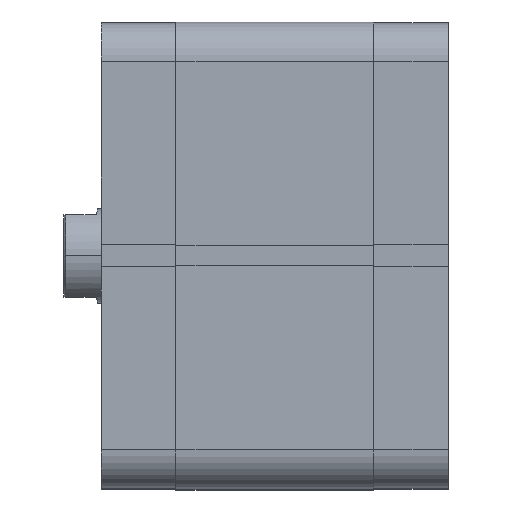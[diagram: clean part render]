
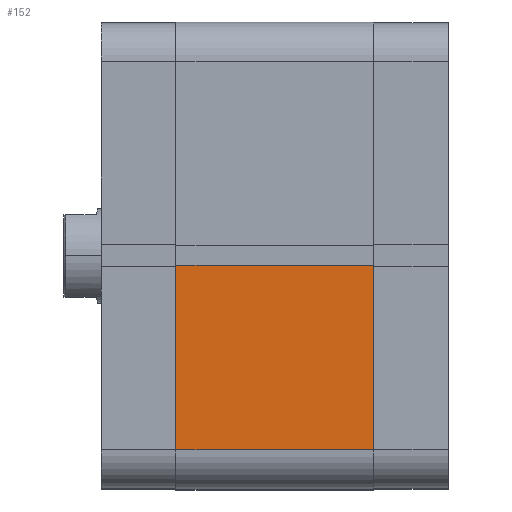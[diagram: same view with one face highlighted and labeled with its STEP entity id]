
A CAD part, top view. The second image highlights one B-rep face of the part: STEP entity #152.
In plain terms, the highlighted face is planar.
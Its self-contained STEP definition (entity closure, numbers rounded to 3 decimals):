
#152 = ADVANCED_FACE ( 'NONE', ( #5887 ), #342, .T. ) ;
#320 = CARTESIAN_POINT ( 'NONE',  ( 2.6, 62., -52.5 ) ) ;
#342 = PLANE ( 'NONE',  #1254 ) ;
#359 = DIRECTION ( 'NONE',  ( 0., 0., 1. ) ) ;
#361 = DIRECTION ( 'NONE',  ( 0., 1., 0. ) ) ;
#456 = VERTEX_POINT ( 'NONE', #5067 ) ;
#629 = VERTEX_POINT ( 'NONE', #5210 ) ;
#659 = VERTEX_POINT ( 'NONE', #5224 ) ;
#1035 = EDGE_CURVE ( 'NONE', #2793, #456, #3913, .T. ) ;
#1036 = EDGE_CURVE ( 'NONE', #659, #2793, #3915, .T. ) ;
#1039 = EDGE_CURVE ( 'NONE', #629, #456, #3921, .T. ) ;
#1043 = EDGE_CURVE ( 'NONE', #659, #629, #3925, .T. ) ;
#1254 = AXIS2_PLACEMENT_3D ( 'NONE', #320, #361, #359 ) ;
#2090 = CARTESIAN_POINT ( 'NONE',  ( 2.6, 62., 0. ) ) ;
#2091 = DIRECTION ( 'NONE',  ( -1., 0., 0. ) ) ;
#2092 = CARTESIAN_POINT ( 'NONE',  ( 51.5, 62., -52.5 ) ) ;
#2093 = DIRECTION ( 'NONE',  ( 0., 0., 1. ) ) ;
#2097 = CARTESIAN_POINT ( 'NONE',  ( 2.6, 62., -52.5 ) ) ;
#2098 = CARTESIAN_POINT ( 'NONE',  ( 2.6, 62., -52.5 ) ) ;
#2099 = DIRECTION ( 'NONE',  ( 0., 0., 1. ) ) ;
#2108 = DIRECTION ( 'NONE',  ( -1., 0., 0. ) ) ;
#2599 = CARTESIAN_POINT ( 'NONE',  ( 51.5, 62., 0. ) ) ;
#2793 = VERTEX_POINT ( 'NONE', #2599 ) ;
#3677 = EDGE_LOOP ( 'NONE', ( #5626, #5625, #5624, #5621 ) ) ;
#3913 = LINE ( 'NONE', #2090, #3914 ) ;
#3914 = VECTOR ( 'NONE', #2091, 1000. ) ;
#3915 = LINE ( 'NONE', #2092, #3916 ) ;
#3916 = VECTOR ( 'NONE', #2093, 1000. ) ;
#3921 = LINE ( 'NONE', #2098, #3922 ) ;
#3922 = VECTOR ( 'NONE', #2099, 1000. ) ;
#3925 = LINE ( 'NONE', #2097, #3929 ) ;
#3929 = VECTOR ( 'NONE', #2108, 1000. ) ;
#5067 = CARTESIAN_POINT ( 'NONE',  ( 2.6, 62., 0. ) ) ;
#5210 = CARTESIAN_POINT ( 'NONE',  ( 2.6, 62., -52.5 ) ) ;
#5224 = CARTESIAN_POINT ( 'NONE',  ( 51.5, 62., -52.5 ) ) ;
#5621 = ORIENTED_EDGE ( 'NONE', *, *, #1039, .T. ) ;
#5624 = ORIENTED_EDGE ( 'NONE', *, *, #1043, .T. ) ;
#5625 = ORIENTED_EDGE ( 'NONE', *, *, #1036, .F. ) ;
#5626 = ORIENTED_EDGE ( 'NONE', *, *, #1035, .F. ) ;
#5887 = FACE_OUTER_BOUND ( 'NONE', #3677, .T. ) ;
